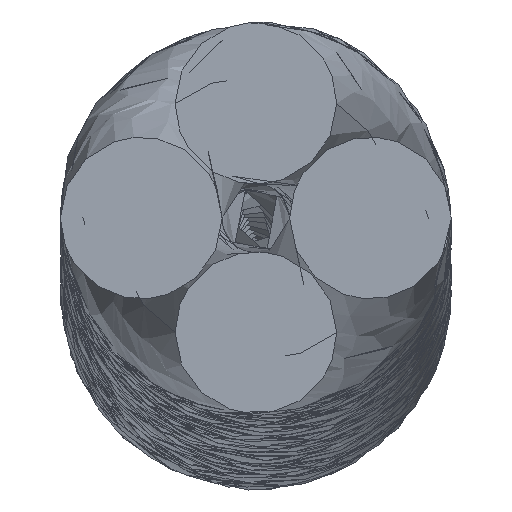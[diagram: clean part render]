
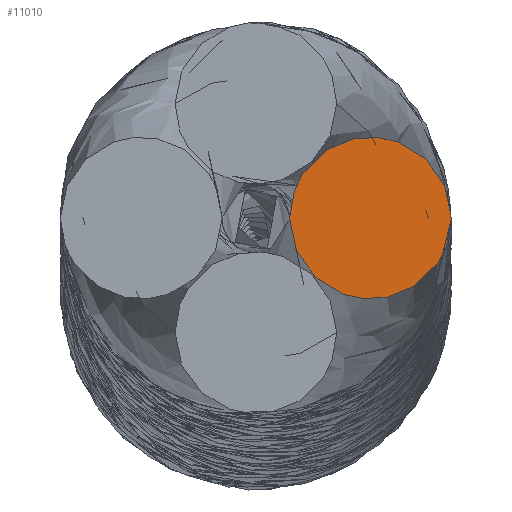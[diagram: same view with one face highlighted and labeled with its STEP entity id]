
A CAD part, top view. The second image highlights one B-rep face of the part: STEP entity #11010.
In plain terms, the highlighted planar face has unit normal (0, 0, 1).
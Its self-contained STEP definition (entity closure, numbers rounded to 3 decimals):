
#679 = PLANE ( 'NONE',  #10691 ) ;
#764 = DIRECTION ( 'NONE',  ( 0., 0., 1. ) ) ;
#874 = EDGE_CURVE ( 'NONE', #11596, #5527, #9468, .T. ) ;
#1849 = CARTESIAN_POINT ( 'NONE',  ( 12., 0., 0. ) ) ;
#1945 = CARTESIAN_POINT ( 'NONE',  ( 12.013, -1.305, 0. ) ) ;
#2213 = ORIENTED_EDGE ( 'NONE', *, *, #2407, .F. ) ;
#2407 = EDGE_CURVE ( 'NONE', #5527, #11596, #7558, .T. ) ;
#3922 = CARTESIAN_POINT ( 'NONE',  ( 12., 0., 0. ) ) ;
#3968 = CARTESIAN_POINT ( 'NONE',  ( 8.985, -4.705, 0. ) ) ;
#4540 = CARTESIAN_POINT ( 'NONE',  ( 2.072, 0., 0. ) ) ;
#4629 = ORIENTED_EDGE ( 'NONE', *, *, #874, .F. ) ;
#4978 = CARTESIAN_POINT ( 'NONE',  ( 5.087, -4.705, 0. ) ) ;
#5527 = VERTEX_POINT ( 'NONE', #1849 ) ;
#5790 = CARTESIAN_POINT ( 'NONE',  ( 2.013, -5.024, 0. ) ) ;
#5980 = CARTESIAN_POINT ( 'NONE',  ( 2.059, -1.305, 0. ) ) ;
#7250 = FACE_OUTER_BOUND ( 'NONE', #12130, .T. ) ;
#7471 = CARTESIAN_POINT ( 'NONE',  ( 2.072, 0., 0. ) ) ;
#7558 = B_SPLINE_CURVE_WITH_KNOTS ( 'NONE', 3,
 ( #3922, #1945, #9909, #3968, #10813, #4978, #11733, #5980, #12661 ),
 .UNSPECIFIED., .F., .F.,
 ( 4, 1, 1, 1, 1, 1, 4 ),
 ( 0., 0.004, 0.006, 0.008, 0.01, 0.012, 0.016 ),
 .UNSPECIFIED. ) ;
#7767 = DIRECTION ( 'NONE',  ( 1., 0., 0. ) ) ;
#9468 = B_SPLINE_CURVE_WITH_KNOTS ( 'NONE', 3,
 ( #4540, #10530, #10466, #10450, #10426, #10409, #10392, #10379, #10362 ),
 .UNSPECIFIED., .F., .F.,
 ( 4, 1, 1, 1, 1, 1, 4 ),
 ( 0., 0.004, 0.006, 0.008, 0.01, 0.012, 0.016 ),
 .UNSPECIFIED. ) ;
#9909 = CARTESIAN_POINT ( 'NONE',  ( 11.189, -3.234, 0. ) ) ;
#10362 = CARTESIAN_POINT ( 'NONE',  ( 12., 0., 0. ) ) ;
#10379 = CARTESIAN_POINT ( 'NONE',  ( 12.013, 1.305, 0. ) ) ;
#10392 = CARTESIAN_POINT ( 'NONE',  ( 11.189, 3.234, 0. ) ) ;
#10409 = CARTESIAN_POINT ( 'NONE',  ( 8.985, 4.705, 0. ) ) ;
#10426 = CARTESIAN_POINT ( 'NONE',  ( 7.036, 5.093, 0. ) ) ;
#10450 = CARTESIAN_POINT ( 'NONE',  ( 5.087, 4.705, 0. ) ) ;
#10466 = CARTESIAN_POINT ( 'NONE',  ( 2.883, 3.234, 0. ) ) ;
#10530 = CARTESIAN_POINT ( 'NONE',  ( 2.059, 1.305, 0. ) ) ;
#10691 = AXIS2_PLACEMENT_3D ( 'NONE', #5790, #764, #7767 ) ;
#10813 = CARTESIAN_POINT ( 'NONE',  ( 7.036, -5.093, 0. ) ) ;
#11010 = ADVANCED_FACE ( 'NONE', ( #7250 ), #679, .T. ) ;
#11596 = VERTEX_POINT ( 'NONE', #7471 ) ;
#11733 = CARTESIAN_POINT ( 'NONE',  ( 2.883, -3.234, 0. ) ) ;
#12130 = EDGE_LOOP ( 'NONE', ( #2213, #4629 ) ) ;
#12661 = CARTESIAN_POINT ( 'NONE',  ( 2.072, 0., 0. ) ) ;
